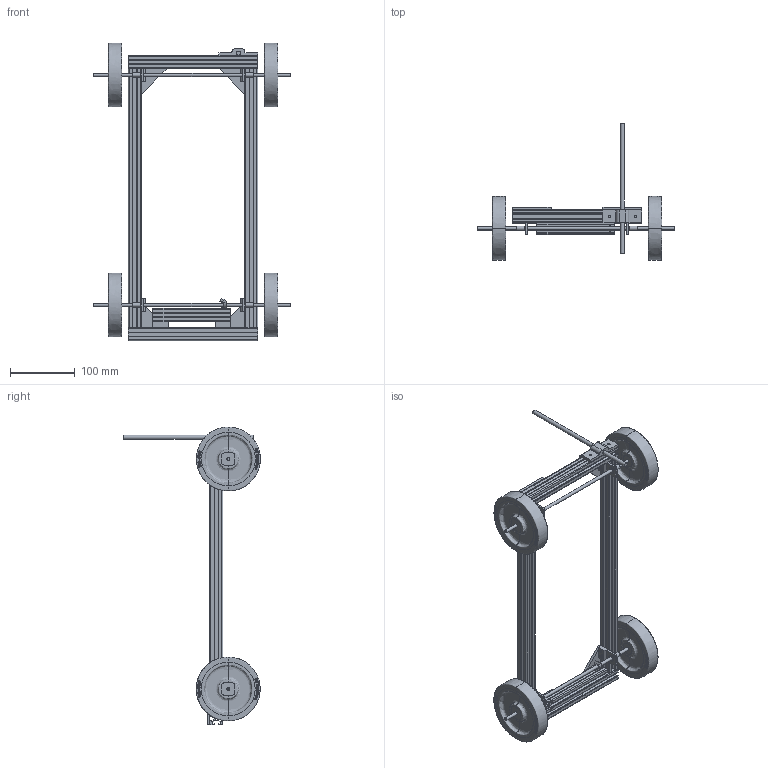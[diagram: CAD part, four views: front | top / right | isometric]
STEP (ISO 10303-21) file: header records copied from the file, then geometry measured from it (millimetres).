
FILE_DESCRIPTION(/* description */ (''),/* implementation_level */ '2;1');
FILE_NAME(/* name */ 'T81 Mk1 Gravy Egg.stp',/* time_stamp */ '2020-01-13T21:44:06-08:00',/* author */ ('sidsa'),/* organization */ (''),/* preprocessor_version */ 'ST-DEVELOPER v17',/* originating_system */ 'Autodesk Inventor 2019',/* authorisation */ '');
FILE_SCHEMA (('AUTOMOTIVE_DESIGN { 1 0 10303 214 3 1 1 }'));
Length unit declared in the file: inch
Products named in the file (18): T81 Mk1 Gravy Egg; 2020 400mm; 2020 200mm; L Plate; grainger-19nl92-simp; Bearing-Holder Combo; 3.16x3.8x1.8 Bearing; BetterBearing Plate; 120mm Wing Nut Aligner Combo; 120mm Holder; 120mm; 10-32 Wing Nut; 0.5in Spacer; Dowel Holder; Dowel .25in - 20cm length; 3 7-8 T81 Wheel Assembly; T81P-39; T81 Wheel Adapter
Assembly tree (33 placements, depth 3):
  T81 Mk1 Gravy Egg
    2020 200mm  x2
    2020 400mm  x2
    L Plate  x4
    Bearing-Holder Combo  x4
      3.16x3.8x1.8 Bearing
      BetterBearing Plate
    grainger-19nl92-simp  x2
    120mm Wing Nut Aligner Combo
      120mm Holder  x2
      120mm
    10-32 Wing Nut
    0.5in Spacer  x4
    Dowel Holder
    Dowel .25in - 20cm length
    3 7-8 T81 Wheel Assembly  x4
      T81P-39
      T81 Wheel Adapter
Bounding box: 304.8 x 210.56 x 459.21 mm (x, y, z)
Volume: 749948.3 mm3; surface area: 448664.2 mm2
Topology: 40 solids, 40 shells, 2167 faces, 5336 edges, 3537 vertices
Faces by surface type: plane 1128, bspline 866, cylinder 163, cone 6, sphere 4
Full cylindrical faces by diameter (mm): 3.3 x8, 3.6 x14, 3.967 x1, 4.762 x4, 4.826 x6, 5 x25, 5.461 x4, 6.35 x1, 6.5 x1, 6.731 x4, 9.525 x4, 9.8 x4, 10.414 x1, 18.796 x4, 19.05 x4
Entity records: 36117 total; most frequent: CARTESIAN_POINT 18503, ORIENTED_EDGE 3716, DIRECTION 2871, EDGE_CURVE 1858, LINE 1235, VECTOR 1235, VERTEX_POINT 1227, EDGE_LOOP 859
